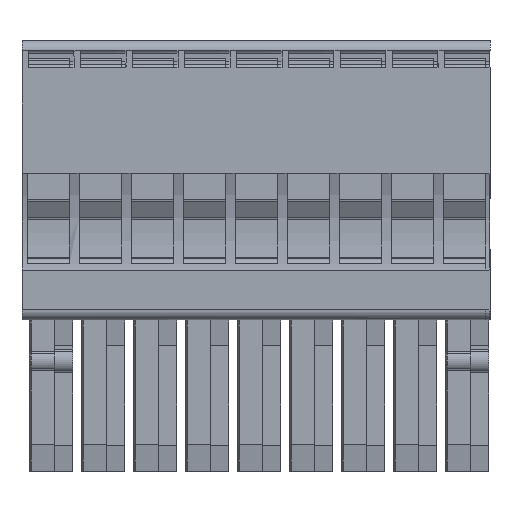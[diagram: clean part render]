
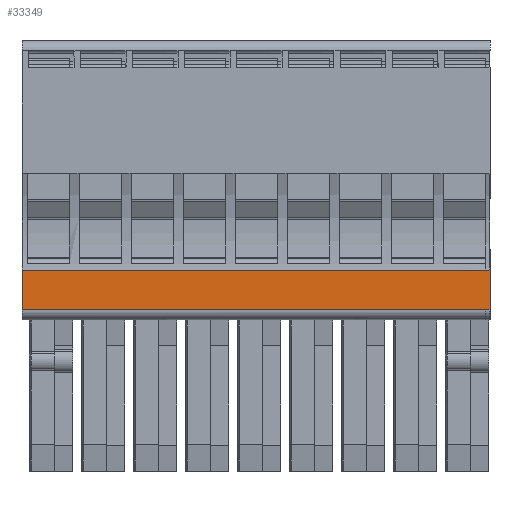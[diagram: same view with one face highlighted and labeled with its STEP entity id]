
A CAD part, front view. The second image highlights one B-rep face of the part: STEP entity #33349.
In plain terms, the highlighted planar face has unit normal (0, -1, 0).
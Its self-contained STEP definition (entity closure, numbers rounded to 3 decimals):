
#33334=AXIS2_PLACEMENT_3D('Plane Axis2P3D',#33331,#33332,#33333) ;
#8702=CARTESIAN_POINT('Vertex',(0.,0.8,15.85)) ;
#8705=CARTESIAN_POINT('Line Origine',(0.,0.8,17.8)) ;
#8709=CARTESIAN_POINT('Vertex',(0.,0.8,19.75)) ;
#9291=CARTESIAN_POINT('Vertex',(45.9,0.8,19.75)) ;
#9294=CARTESIAN_POINT('Line Origine',(45.9,0.8,17.8)) ;
#9298=CARTESIAN_POINT('Vertex',(45.9,0.8,15.85)) ;
#10568=CARTESIAN_POINT('Line Origine',(38.25,0.8,19.75)) ;
#10572=CARTESIAN_POINT('Vertex',(45.45,0.8,19.75)) ;
#15145=CARTESIAN_POINT('Line Origine',(45.675,0.8,19.75)) ;
#33311=CARTESIAN_POINT('Line Origine',(38.025,0.8,15.85)) ;
#33315=CARTESIAN_POINT('Vertex',(45.45,0.8,15.85)) ;
#33331=CARTESIAN_POINT('Axis2P3D Location',(38.5,0.8,14.85)) ;
#33336=CARTESIAN_POINT('Line Origine',(45.675,0.8,15.85)) ;
#8706=DIRECTION('Vector Direction',(0.,0.,1.)) ;
#9295=DIRECTION('Vector Direction',(0.,0.,-1.)) ;
#10569=DIRECTION('Vector Direction',(-1.,0.,0.)) ;
#15146=DIRECTION('Vector Direction',(-1.,0.,0.)) ;
#33312=DIRECTION('Vector Direction',(1.,0.,0.)) ;
#33332=DIRECTION('Axis2P3D Direction',(0.,1.,0.)) ;
#33333=DIRECTION('Axis2P3D XDirection',(0.,0.,1.)) ;
#33337=DIRECTION('Vector Direction',(-1.,0.,0.)) ;
#8707=VECTOR('Line Direction',#8706,1.) ;
#9296=VECTOR('Line Direction',#9295,1.) ;
#10570=VECTOR('Line Direction',#10569,1.) ;
#15147=VECTOR('Line Direction',#15146,1.) ;
#33313=VECTOR('Line Direction',#33312,1.) ;
#33338=VECTOR('Line Direction',#33337,1.) ;
#33342=ORIENTED_EDGE('',*,*,#33317,.F.) ;
#33343=ORIENTED_EDGE('',*,*,#33340,.F.) ;
#33344=ORIENTED_EDGE('',*,*,#9300,.T.) ;
#33345=ORIENTED_EDGE('',*,*,#15149,.T.) ;
#33346=ORIENTED_EDGE('',*,*,#10574,.T.) ;
#33347=ORIENTED_EDGE('',*,*,#8711,.T.) ;
#33349=ADVANCED_FACE('Brep With Voids',(#33348),#33335,.F.) ;
#8711=EDGE_CURVE('',#8710,#8703,#8708,.F.) ;
#9300=EDGE_CURVE('',#9299,#9292,#9297,.F.) ;
#10574=EDGE_CURVE('',#10573,#8710,#10571,.T.) ;
#15149=EDGE_CURVE('',#9292,#10573,#15148,.T.) ;
#33317=EDGE_CURVE('',#33316,#8703,#33314,.F.) ;
#33340=EDGE_CURVE('',#9299,#33316,#33339,.T.) ;
#33341=EDGE_LOOP('',(#33342,#33343,#33344,#33345,#33346,#33347)) ;
#33348=FACE_OUTER_BOUND('',#33341,.T.) ;
#8708=LINE('Line',#8705,#8707) ;
#9297=LINE('Line',#9294,#9296) ;
#10571=LINE('Line',#10568,#10570) ;
#15148=LINE('Line',#15145,#15147) ;
#33314=LINE('Line',#33311,#33313) ;
#33339=LINE('Line',#33336,#33338) ;
#33335=PLANE('',#33334) ;
#8703=VERTEX_POINT('',#8702) ;
#8710=VERTEX_POINT('',#8709) ;
#9292=VERTEX_POINT('',#9291) ;
#9299=VERTEX_POINT('',#9298) ;
#10573=VERTEX_POINT('',#10572) ;
#33316=VERTEX_POINT('',#33315) ;
